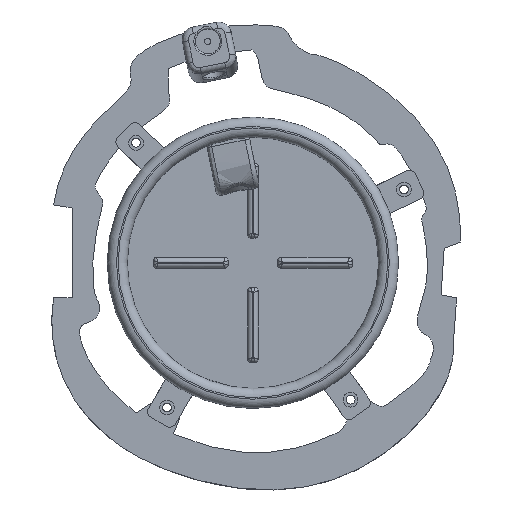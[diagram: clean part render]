
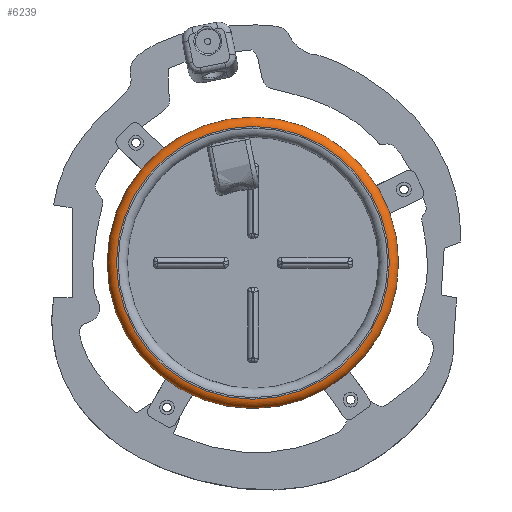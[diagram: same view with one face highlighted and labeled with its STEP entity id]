
A CAD part, front view. The second image highlights one B-rep face of the part: STEP entity #6239.
In plain terms, the highlighted toroidal (fillet/blend) face has major radius 44 mm and minor radius 3 mm.
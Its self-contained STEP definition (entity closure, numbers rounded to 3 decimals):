
#82=TOROIDAL_SURFACE('',#6684,44.,3.);
#550=CIRCLE('',#6675,44.);
#558=CIRCLE('',#6685,3.);
#559=CIRCLE('',#6686,47.);
#560=CIRCLE('',#6687,47.);
#1021=FACE_OUTER_BOUND('',#1418,.T.);
#1418=EDGE_LOOP('',(#4689,#4690,#4691,#4692,#4693));
#2808=VERTEX_POINT('',#12637);
#2826=VERTEX_POINT('',#12735);
#2827=VERTEX_POINT('',#12737);
#3488=EDGE_CURVE('',#2808,#2808,#550,.T.);
#3507=EDGE_CURVE('',#2808,#2826,#558,.T.);
#3508=EDGE_CURVE('',#2826,#2827,#559,.T.);
#3509=EDGE_CURVE('',#2827,#2826,#560,.T.);
#4689=ORIENTED_EDGE('',*,*,#3488,.T.);
#4690=ORIENTED_EDGE('',*,*,#3507,.T.);
#4691=ORIENTED_EDGE('',*,*,#3508,.T.);
#4692=ORIENTED_EDGE('',*,*,#3509,.T.);
#4693=ORIENTED_EDGE('',*,*,#3507,.F.);
#6239=ADVANCED_FACE('',(#1021),#82,.T.);
#6675=AXIS2_PLACEMENT_3D('',#12638,#7487,#7488);
#6684=AXIS2_PLACEMENT_3D('',#12734,#7512,#7513);
#6685=AXIS2_PLACEMENT_3D('',#12736,#7514,#7515);
#6686=AXIS2_PLACEMENT_3D('',#12738,#7516,#7517);
#6687=AXIS2_PLACEMENT_3D('',#12739,#7518,#7519);
#7487=DIRECTION('center_axis',(0.,1.,0.));
#7488=DIRECTION('ref_axis',(-1.,0.,0.));
#7512=DIRECTION('center_axis',(0.,-1.,0.));
#7513=DIRECTION('ref_axis',(0.,0.,-1.));
#7514=DIRECTION('center_axis',(-1.,0.,0.));
#7515=DIRECTION('ref_axis',(0.,0.,1.));
#7516=DIRECTION('center_axis',(0.,-1.,0.));
#7517=DIRECTION('ref_axis',(-1.,0.,0.));
#7518=DIRECTION('center_axis',(0.,-1.,0.));
#7519=DIRECTION('ref_axis',(-1.,0.,0.));
#12637=CARTESIAN_POINT('',(2.297,0.,37.325));
#12638=CARTESIAN_POINT('Origin',(2.297,0.,-6.675));
#12734=CARTESIAN_POINT('Origin',(2.297,3.,-6.675));
#12735=CARTESIAN_POINT('',(2.297,3.,40.325));
#12736=CARTESIAN_POINT('Origin',(2.297,3.,37.325));
#12737=CARTESIAN_POINT('',(49.297,3.,-6.675));
#12738=CARTESIAN_POINT('Origin',(2.297,3.,-6.675));
#12739=CARTESIAN_POINT('Origin',(2.297,3.,-6.675));
